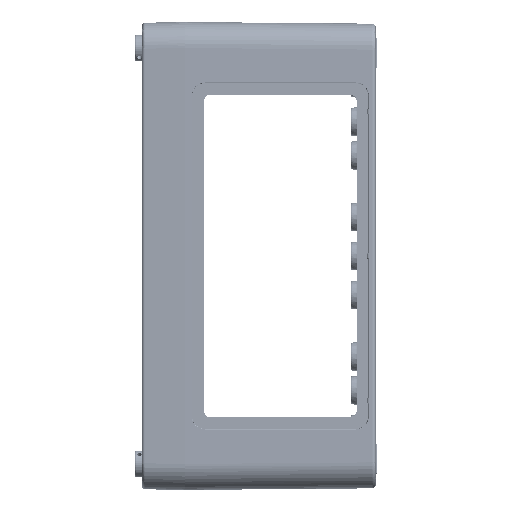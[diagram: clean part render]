
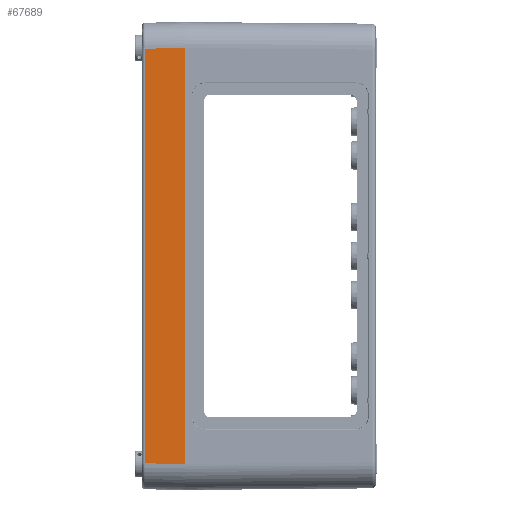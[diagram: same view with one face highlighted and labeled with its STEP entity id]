
A CAD part, left-side view. The second image highlights one B-rep face of the part: STEP entity #67689.
In plain terms, the highlighted face is planar.
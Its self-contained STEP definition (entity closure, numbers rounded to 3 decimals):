
#187 = LINE ( 'NONE', #224, #223 ) ;
#188 = CARTESIAN_POINT ( 'NONE',  ( 270.55, 0., -120.002 ) ) ;
#221 = CARTESIAN_POINT ( 'NONE',  ( 270.55, 0., 120.002 ) ) ;
#222 = DIRECTION ( 'NONE',  ( 0., 0., -1. ) ) ;
#223 = VECTOR ( 'NONE', #222, 1000. ) ;
#224 = CARTESIAN_POINT ( 'NONE',  ( 270.55, 0., -135. ) ) ;
#416 = CARTESIAN_POINT ( 'NONE',  ( 270.148, 23.035, 119.6 ) ) ;
#443 = DIRECTION ( 'NONE',  ( 0.017, -1., 0.017 ) ) ;
#444 = VECTOR ( 'NONE', #443, 1000. ) ;
#445 = CARTESIAN_POINT ( 'NONE',  ( 270.472, 4.448, 119.925 ) ) ;
#447 = LINE ( 'NONE', #445, #444 ) ;
#513 = DIRECTION ( 'NONE',  ( 0., 0., 1. ) ) ;
#514 = VECTOR ( 'NONE', #513, 1000. ) ;
#515 = CARTESIAN_POINT ( 'NONE',  ( 270.148, 23.035, 119.566 ) ) ;
#516 = LINE ( 'NONE', #515, #514 ) ;
#517 = DIRECTION ( 'NONE',  ( -0.017, 1., 0.017 ) ) ;
#518 = VECTOR ( 'NONE', #517, 1000. ) ;
#519 = CARTESIAN_POINT ( 'NONE',  ( 270.555, -0.262, -120.007 ) ) ;
#520 = DIRECTION ( 'NONE',  ( -0.017, 1., 0. ) ) ;
#521 = DIRECTION ( 'NONE',  ( 1., 0.017, 0. ) ) ;
#522 = AXIS2_PLACEMENT_3D ( 'NONE', #524, #521, #520 ) ;
#523 = LINE ( 'NONE', #519, #518 ) ;
#524 = CARTESIAN_POINT ( 'NONE',  ( 270.55, 0., -135. ) ) ;
#525 = PLANE ( 'NONE',  #522 ) ;
#526 = FACE_OUTER_BOUND ( 'NONE', #67692, .T. ) ;
#65060 = VERTEX_POINT ( 'NONE', #207572 ) ;
#67388 = VERTEX_POINT ( 'NONE', #188 ) ;
#67394 = EDGE_CURVE ( 'NONE', #67397, #67388, #187, .T. ) ;
#67397 = VERTEX_POINT ( 'NONE', #221 ) ;
#67634 = VERTEX_POINT ( 'NONE', #416 ) ;
#67638 = ORIENTED_EDGE ( 'NONE', *, *, #67639, .T. ) ;
#67639 = EDGE_CURVE ( 'NONE', #67634, #67397, #447, .T. ) ;
#67642 = ORIENTED_EDGE ( 'NONE', *, *, #67394, .T. ) ;
#67689 = ADVANCED_FACE ( 'NONE', ( #526 ), #525, .T. ) ;
#67692 = EDGE_LOOP ( 'NONE', ( #67693, #67702, #67638, #67642 ) ) ;
#67693 = ORIENTED_EDGE ( 'NONE', *, *, #67697, .T. ) ;
#67697 = EDGE_CURVE ( 'NONE', #67388, #65060, #523, .T. ) ;
#67702 = ORIENTED_EDGE ( 'NONE', *, *, #67705, .T. ) ;
#67705 = EDGE_CURVE ( 'NONE', #65060, #67634, #516, .T. ) ;
#207572 = CARTESIAN_POINT ( 'NONE',  ( 270.148, 23.035, -119.6 ) ) ;
